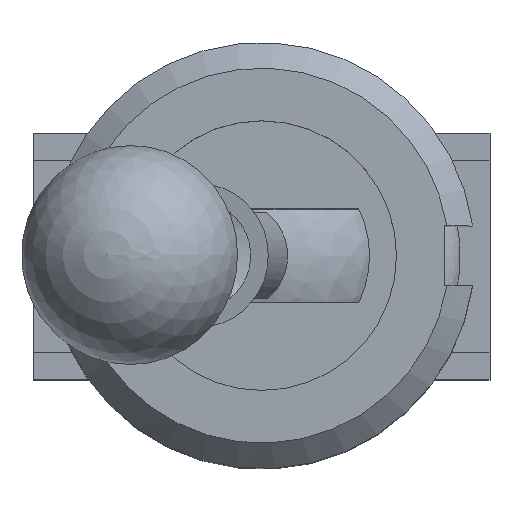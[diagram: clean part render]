
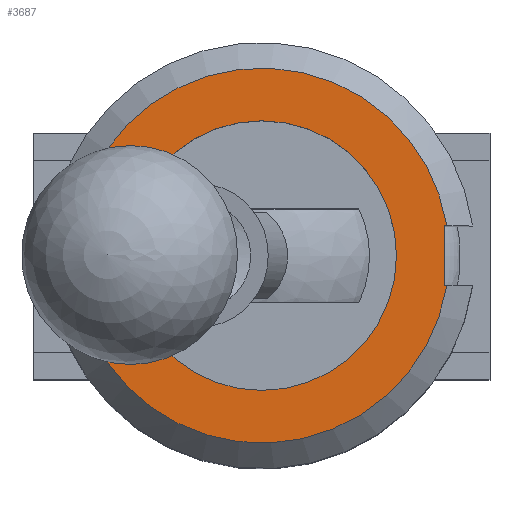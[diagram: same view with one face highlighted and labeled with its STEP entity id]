
A CAD part, top view. The second image highlights one B-rep face of the part: STEP entity #3687.
In plain terms, the highlighted planar face has unit normal (0, 0, 1).
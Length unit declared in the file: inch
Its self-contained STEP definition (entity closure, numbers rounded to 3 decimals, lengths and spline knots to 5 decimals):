
#33=FACE_BOUND('',#446,.T.);
#221=FACE_OUTER_BOUND('',#445,.T.);
#445=EDGE_LOOP('',(#2818,#2819,#2820,#2821));
#446=EDGE_LOOP('',(#2822));
#742=LINE('',#5795,#1149);
#743=LINE('',#5797,#1150);
#744=LINE('',#5798,#1151);
#1149=VECTOR('',#4707,0.3937);
#1150=VECTOR('',#4708,0.3937);
#1151=VECTOR('',#4709,0.3937);
#1457=CIRCLE('',#4009,0.20531);
#1458=CIRCLE('',#4011,0.14764);
#1654=VERTEX_POINT('',#5781);
#1657=VERTEX_POINT('',#5788);
#1658=VERTEX_POINT('',#5794);
#1659=VERTEX_POINT('',#5796);
#1660=VERTEX_POINT('',#5799);
#2077=EDGE_CURVE('',#1657,#1654,#1457,.T.);
#2078=EDGE_CURVE('',#1658,#1657,#742,.T.);
#2079=EDGE_CURVE('',#1659,#1658,#743,.T.);
#2080=EDGE_CURVE('',#1654,#1659,#744,.T.);
#2081=EDGE_CURVE('',#1660,#1660,#1458,.T.);
#2818=ORIENTED_EDGE('',*,*,#2077,.F.);
#2819=ORIENTED_EDGE('',*,*,#2078,.F.);
#2820=ORIENTED_EDGE('',*,*,#2079,.F.);
#2821=ORIENTED_EDGE('',*,*,#2080,.F.);
#2822=ORIENTED_EDGE('',*,*,#2081,.T.);
#3493=PLANE('',#4010);
#3687=ADVANCED_FACE('',(#221,#33),#3493,.T.);
#4009=AXIS2_PLACEMENT_3D('',#5792,#4703,#4704);
#4010=AXIS2_PLACEMENT_3D('',#5793,#4705,#4706);
#4011=AXIS2_PLACEMENT_3D('',#5800,#4710,#4711);
#4703=DIRECTION('center_axis',(0.,0.,
-1.));
#4704=DIRECTION('ref_axis',(-0.99,-0.139,0.));
#4705=DIRECTION('center_axis',(0.,0.,
1.));
#4706=DIRECTION('ref_axis',(-1.,0.,0.));
#4707=DIRECTION('',(1.,0.,0.));
#4708=DIRECTION('',(0.,-1.,0.));
#4709=DIRECTION('',(-1.,0.,0.));
#4710=DIRECTION('center_axis',(0.,0.,
-1.));
#4711=DIRECTION('ref_axis',(1.,0.,0.));
#5781=CARTESIAN_POINT('',(0.20273,0.03248,0.81811));
#5788=CARTESIAN_POINT('',(0.20273,-0.03248,0.81811));
#5792=CARTESIAN_POINT('Origin',(0.,0.,
0.81811));
#5793=CARTESIAN_POINT('Origin',(0.02778,0.,
0.81811));
#5794=CARTESIAN_POINT('',(0.19989,-0.03248,0.81811));
#5795=CARTESIAN_POINT('',(0.231,-0.03248,0.81811));
#5796=CARTESIAN_POINT('',(0.19989,0.03248,0.81811));
#5797=CARTESIAN_POINT('',(0.19989,-0.03248,0.81811));
#5798=CARTESIAN_POINT('',(0.19989,0.03248,0.81811));
#5799=CARTESIAN_POINT('',(-0.14764,0.,0.81811));
#5800=CARTESIAN_POINT('Origin',(0.,0.,
0.81811));
